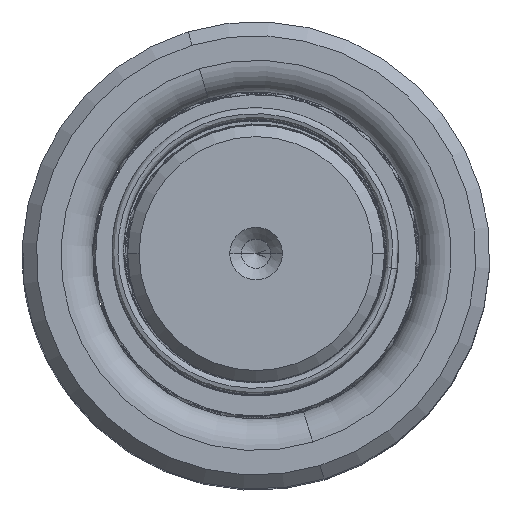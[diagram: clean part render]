
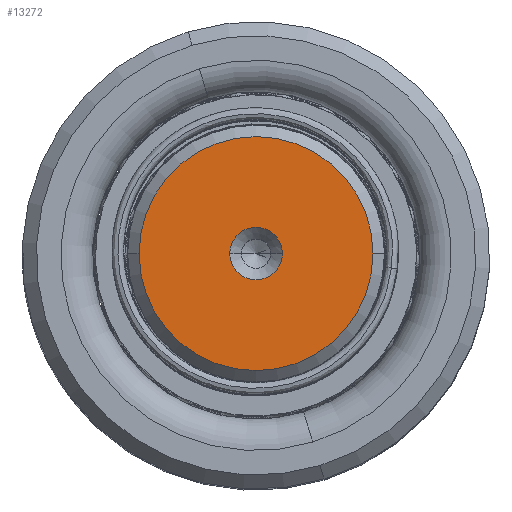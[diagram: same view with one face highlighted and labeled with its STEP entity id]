
A CAD part, top view. The second image highlights one B-rep face of the part: STEP entity #13272.
In plain terms, the highlighted planar face has unit normal (0, 0, 1).
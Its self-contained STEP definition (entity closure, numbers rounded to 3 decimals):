
#1749 = ORIENTED_EDGE ( 'NONE', *, *, #25512, .T. ) ;
#4283 = CARTESIAN_POINT ( 'NONE',  ( 0., 0., 150. ) ) ;
#4908 = CIRCLE ( 'NONE', #31497, 10.009 ) ;
#5524 = ORIENTED_EDGE ( 'NONE', *, *, #20065, .F. ) ;
#7478 = DIRECTION ( 'NONE',  ( 1., 0., 0. ) ) ;
#9123 = DIRECTION ( 'NONE',  ( 0., 0., 1. ) ) ;
#9742 = CARTESIAN_POINT ( 'NONE',  ( 0., 0., 150. ) ) ;
#10895 = EDGE_CURVE ( 'NONE', #54300, #13056, #4908, .T. ) ;
#11700 = AXIS2_PLACEMENT_3D ( 'NONE', #16745, #21183, #7478 ) ;
#12200 = ORIENTED_EDGE ( 'NONE', *, *, #10895, .T. ) ;
#12986 = CARTESIAN_POINT ( 'NONE',  ( -2.25, 0., 150. ) ) ;
#13056 = VERTEX_POINT ( 'NONE', #24491 ) ;
#13272 = ADVANCED_FACE ( 'NONE', ( #31499, #42344 ), #46365, .T. ) ;
#13536 = CIRCLE ( 'NONE', #11700, 10.009 ) ;
#15028 = VERTEX_POINT ( 'NONE', #12986 ) ;
#16745 = CARTESIAN_POINT ( 'NONE',  ( 0., 0., 150. ) ) ;
#18807 = DIRECTION ( 'NONE',  ( 0., 0., 1. ) ) ;
#20065 = EDGE_CURVE ( 'NONE', #15028, #22701, #21635, .T. ) ;
#21183 = DIRECTION ( 'NONE',  ( 0., 0., 1. ) ) ;
#21635 = CIRCLE ( 'NONE', #30566, 2.25 ) ;
#22701 = VERTEX_POINT ( 'NONE', #49134 ) ;
#24491 = CARTESIAN_POINT ( 'NONE',  ( 10.009, 0., 150. ) ) ;
#25512 = EDGE_CURVE ( 'NONE', #13056, #54300, #13536, .T. ) ;
#25613 = EDGE_LOOP ( 'NONE', ( #58532, #5524 ) ) ;
#28969 = CIRCLE ( 'NONE', #58459, 2.25 ) ;
#30566 = AXIS2_PLACEMENT_3D ( 'NONE', #9742, #41978, #36708 ) ;
#31482 = CARTESIAN_POINT ( 'NONE',  ( -10.009, 0., 150. ) ) ;
#31497 = AXIS2_PLACEMENT_3D ( 'NONE', #52408, #34660, #48169 ) ;
#31499 = FACE_BOUND ( 'NONE', #25613, .T. ) ;
#31788 = EDGE_LOOP ( 'NONE', ( #12200, #1749 ) ) ;
#34660 = DIRECTION ( 'NONE',  ( 0., 0., 1. ) ) ;
#36708 = DIRECTION ( 'NONE',  ( 1., 0., 0. ) ) ;
#37103 = DIRECTION ( 'NONE',  ( 1., 0., 0. ) ) ;
#41978 = DIRECTION ( 'NONE',  ( 0., 0., 1. ) ) ;
#42344 = FACE_OUTER_BOUND ( 'NONE', #31788, .T. ) ;
#42390 = AXIS2_PLACEMENT_3D ( 'NONE', #46577, #18807, #37103 ) ;
#46365 = PLANE ( 'NONE',  #42390 ) ;
#46577 = CARTESIAN_POINT ( 'NONE',  ( 0., 0., 150. ) ) ;
#48169 = DIRECTION ( 'NONE',  ( 1., 0., 0. ) ) ;
#49134 = CARTESIAN_POINT ( 'NONE',  ( 2.25, 0., 150. ) ) ;
#52408 = CARTESIAN_POINT ( 'NONE',  ( 0., 0., 150. ) ) ;
#52666 = EDGE_CURVE ( 'NONE', #22701, #15028, #28969, .T. ) ;
#54300 = VERTEX_POINT ( 'NONE', #31482 ) ;
#58459 = AXIS2_PLACEMENT_3D ( 'NONE', #4283, #9123, #59486 ) ;
#58532 = ORIENTED_EDGE ( 'NONE', *, *, #52666, .F. ) ;
#59486 = DIRECTION ( 'NONE',  ( 1., 0., 0. ) ) ;
